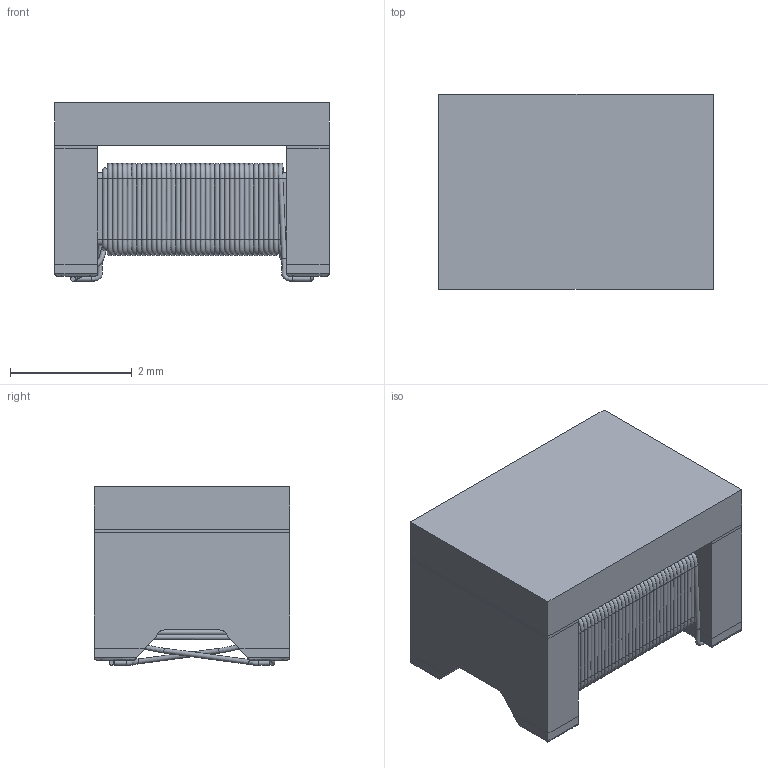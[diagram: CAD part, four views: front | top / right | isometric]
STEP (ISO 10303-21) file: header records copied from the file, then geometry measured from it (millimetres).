
FILE_DESCRIPTION( ('This file contains a STEP AP42 implementation' ,'as created by ZW3D STEP Interface translator.') ,'2;1' );
FILE_NAME( 'ASF4532-F.stp' ,'18 5 9.145833', (''), ('ZWCAD Software Co.'), 'Version 1.0', 'ZW3D to STEP translator', '' );
FILE_SCHEMA( ('CONFIG_CONTROL_DESIGN') );
Length unit declared in the file: millimetre
Products named in the file (1): 0
Bounding box: 4.5 x 3.2 x 2.93 mm (x, y, z)
Volume: 27.6 mm3; surface area: 249.4 mm2
Topology: 8 solids, 262 shells, 682 faces, 1835 edges, 1173 vertices
Faces by surface type: bspline 682
Entity records: 109839 total; most frequent: CARTESIAN_POINT 99639, ORIENTED_EDGE 3166, EDGE_CURVE 1835, B_SPLINE_CURVE_WITH_KNOTS 1372, VERTEX_POINT 1173, EDGE_LOOP 682, FACE_OUTER_BOUND 682, ADVANCED_FACE 682
